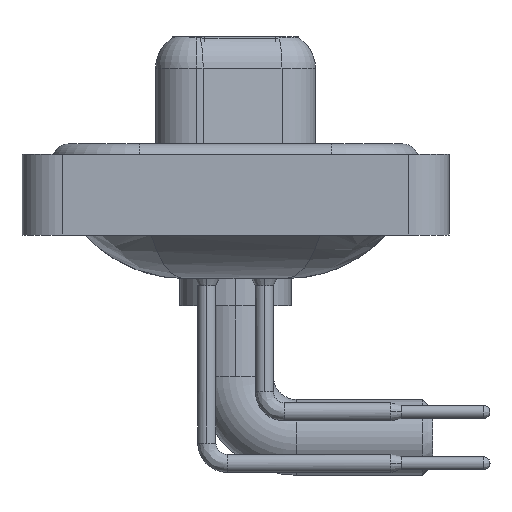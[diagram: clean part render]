
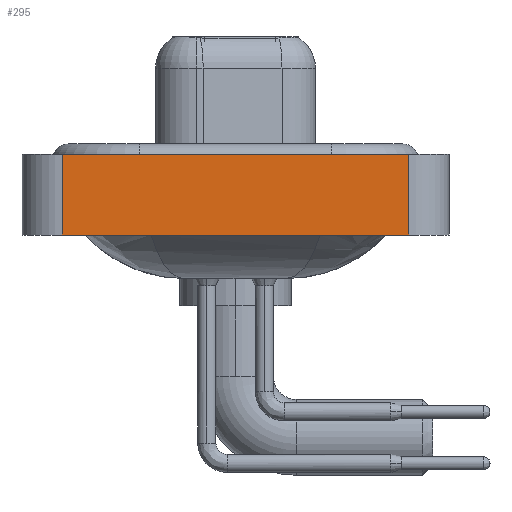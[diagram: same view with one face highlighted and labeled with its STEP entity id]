
A CAD part, left-side view. The second image highlights one B-rep face of the part: STEP entity #295.
In plain terms, the highlighted planar face has unit normal (-1, 0, 0).
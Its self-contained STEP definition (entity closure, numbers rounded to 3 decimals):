
#260 = CARTESIAN_POINT ( 'NONE',  ( -7.35, 8.55, -3.6 ) ) ;
#295 = ADVANCED_FACE ( 'NONE', ( #24656 ), #6422, .T. ) ;
#1140 = VERTEX_POINT ( 'NONE', #22516 ) ;
#2297 = VECTOR ( 'NONE', #11252, 1000. ) ;
#2319 = CARTESIAN_POINT ( 'NONE',  ( -7.35, -8.55, -3.6 ) ) ;
#2872 = EDGE_CURVE ( 'NONE', #13911, #1140, #11488, .T. ) ;
#3622 = VECTOR ( 'NONE', #15141, 1000. ) ;
#4189 = VERTEX_POINT ( 'NONE', #25281 ) ;
#5699 = DIRECTION ( 'NONE',  ( 0., -1., 0. ) ) ;
#6422 = PLANE ( 'NONE',  #18510 ) ;
#7642 = CARTESIAN_POINT ( 'NONE',  ( -7.35, 8.55, -3.6 ) ) ;
#8894 = LINE ( 'NONE', #23287, #3622 ) ;
#8985 = ORIENTED_EDGE ( 'NONE', *, *, #24528, .T. ) ;
#9114 = ORIENTED_EDGE ( 'NONE', *, *, #10897, .F. ) ;
#9595 = ORIENTED_EDGE ( 'NONE', *, *, #2872, .F. ) ;
#9864 = VECTOR ( 'NONE', #24281, 1000. ) ;
#10002 = VECTOR ( 'NONE', #5699, 1000. ) ;
#10897 = EDGE_CURVE ( 'NONE', #1140, #25086, #19500, .T. ) ;
#11252 = DIRECTION ( 'NONE',  ( 0., -1., 0. ) ) ;
#11488 = LINE ( 'NONE', #7642, #9864 ) ;
#12309 = EDGE_CURVE ( 'NONE', #4189, #25086, #8894, .T. ) ;
#13251 = CARTESIAN_POINT ( 'NONE',  ( -7.35, -8.55, -3.6 ) ) ;
#13376 = CARTESIAN_POINT ( 'NONE',  ( -7.35, -8.55, 0.4 ) ) ;
#13911 = VERTEX_POINT ( 'NONE', #260 ) ;
#15141 = DIRECTION ( 'NONE',  ( 0., 0., 1. ) ) ;
#18510 = AXIS2_PLACEMENT_3D ( 'NONE', #2319, #18531, #18655 ) ;
#18531 = DIRECTION ( 'NONE',  ( -1., 0., 0. ) ) ;
#18573 = CARTESIAN_POINT ( 'NONE',  ( -7.35, -8.55, 0.4 ) ) ;
#18655 = DIRECTION ( 'NONE',  ( 0., 0., 1. ) ) ;
#19500 = LINE ( 'NONE', #13376, #2297 ) ;
#19544 = ORIENTED_EDGE ( 'NONE', *, *, #12309, .T. ) ;
#19570 = EDGE_LOOP ( 'NONE', ( #19544, #9114, #9595, #8985 ) ) ;
#22516 = CARTESIAN_POINT ( 'NONE',  ( -7.35, 8.55, 0.4 ) ) ;
#23287 = CARTESIAN_POINT ( 'NONE',  ( -7.35, -8.55, -3.6 ) ) ;
#23391 = LINE ( 'NONE', #13251, #10002 ) ;
#24281 = DIRECTION ( 'NONE',  ( 0., 0., 1. ) ) ;
#24528 = EDGE_CURVE ( 'NONE', #13911, #4189, #23391, .T. ) ;
#24656 = FACE_OUTER_BOUND ( 'NONE', #19570, .T. ) ;
#25086 = VERTEX_POINT ( 'NONE', #18573 ) ;
#25281 = CARTESIAN_POINT ( 'NONE',  ( -7.35, -8.55, -3.6 ) ) ;
